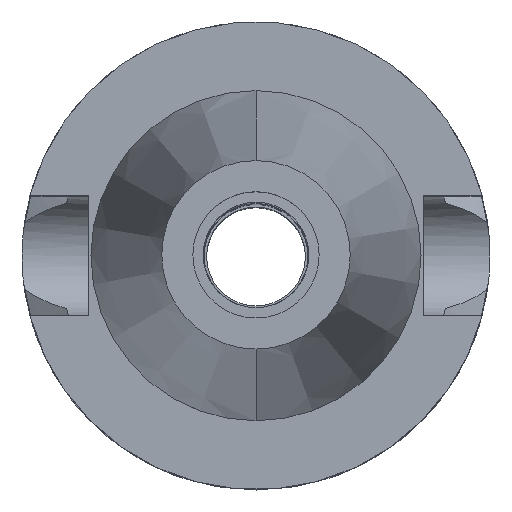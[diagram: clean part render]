
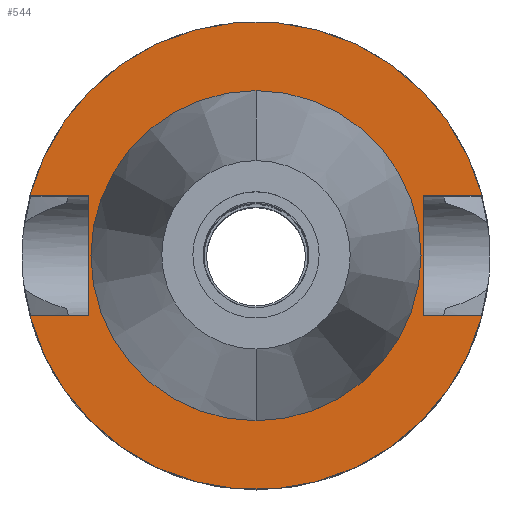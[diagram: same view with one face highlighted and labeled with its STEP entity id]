
A CAD part, top view. The second image highlights one B-rep face of the part: STEP entity #544.
In plain terms, the highlighted planar face has unit normal (0, 0, 1).
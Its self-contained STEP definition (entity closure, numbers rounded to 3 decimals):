
#31 = CARTESIAN_POINT ( 'NONE',  ( -22.5, 8.05, -1. ) ) ;
#42 = ORIENTED_EDGE ( 'NONE', *, *, #1242, .F. ) ;
#150 = LINE ( 'NONE', #660, #2689 ) ;
#219 = CARTESIAN_POINT ( 'NONE',  ( 30.454, -8.05, -1. ) ) ;
#243 = EDGE_CURVE ( 'NONE', #795, #2275, #1924, .T. ) ;
#266 = ORIENTED_EDGE ( 'NONE', *, *, #243, .F. ) ;
#307 = DIRECTION ( 'NONE',  ( 0., 1., 0. ) ) ;
#324 = DIRECTION ( 'NONE',  ( 1., 0., 0. ) ) ;
#339 = EDGE_CURVE ( 'NONE', #3072, #950, #2762, .T. ) ;
#364 = DIRECTION ( 'NONE',  ( 0., 0., -1. ) ) ;
#447 = VERTEX_POINT ( 'NONE', #591 ) ;
#472 = DIRECTION ( 'NONE',  ( -1., 0., 0. ) ) ;
#544 = ADVANCED_FACE ( 'NONE', ( #2874, #2168 ), #3124, .F. ) ;
#591 = CARTESIAN_POINT ( 'NONE',  ( 30.454, 8.05, -1. ) ) ;
#625 = CARTESIAN_POINT ( 'NONE',  ( 0., 0., -1. ) ) ;
#646 = DIRECTION ( 'NONE',  ( 0., -1., 0. ) ) ;
#649 = CARTESIAN_POINT ( 'NONE',  ( 0., 22.225, -1. ) ) ;
#660 = CARTESIAN_POINT ( 'NONE',  ( 22.5, 8.05, -1. ) ) ;
#683 = EDGE_LOOP ( 'NONE', ( #266, #799 ) ) ;
#747 = DIRECTION ( 'NONE',  ( 0., 1., 0. ) ) ;
#795 = VERTEX_POINT ( 'NONE', #649 ) ;
#799 = ORIENTED_EDGE ( 'NONE', *, *, #1819, .F. ) ;
#805 = CARTESIAN_POINT ( 'NONE',  ( 22.5, 8.05, -1. ) ) ;
#816 = VECTOR ( 'NONE', #472, 1000. ) ;
#857 = DIRECTION ( 'NONE',  ( 0., 1., 0. ) ) ;
#863 = AXIS2_PLACEMENT_3D ( 'NONE', #2554, #2324, #307 ) ;
#920 = CARTESIAN_POINT ( 'NONE',  ( 22.5, 8.05, -1. ) ) ;
#950 = VERTEX_POINT ( 'NONE', #1694 ) ;
#955 = ORIENTED_EDGE ( 'NONE', *, *, #2506, .F. ) ;
#967 = VERTEX_POINT ( 'NONE', #219 ) ;
#981 = ORIENTED_EDGE ( 'NONE', *, *, #1459, .T. ) ;
#995 = CARTESIAN_POINT ( 'NONE',  ( -22.5, -8.05, -1. ) ) ;
#1140 = CARTESIAN_POINT ( 'NONE',  ( -22.5, 8.05, -1. ) ) ;
#1150 = EDGE_CURVE ( 'NONE', #1374, #447, #1505, .T. ) ;
#1242 = EDGE_CURVE ( 'NONE', #1374, #1350, #150, .T. ) ;
#1300 = ORIENTED_EDGE ( 'NONE', *, *, #2750, .F. ) ;
#1313 = CARTESIAN_POINT ( 'NONE',  ( 0., 0., -1. ) ) ;
#1332 = VECTOR ( 'NONE', #747, 1000. ) ;
#1350 = VERTEX_POINT ( 'NONE', #2129 ) ;
#1353 = DIRECTION ( 'NONE',  ( 1., 0., 0. ) ) ;
#1374 = VERTEX_POINT ( 'NONE', #920 ) ;
#1378 = VECTOR ( 'NONE', #324, 1000. ) ;
#1433 = DIRECTION ( 'NONE',  ( 0., 0., -1. ) ) ;
#1459 = EDGE_CURVE ( 'NONE', #2574, #2144, #2170, .T. ) ;
#1505 = LINE ( 'NONE', #805, #1378 ) ;
#1567 = DIRECTION ( 'NONE',  ( 0., -1., 0. ) ) ;
#1619 = DIRECTION ( 'NONE',  ( -1., 0., 0. ) ) ;
#1632 = AXIS2_PLACEMENT_3D ( 'NONE', #1313, #2362, #857 ) ;
#1694 = CARTESIAN_POINT ( 'NONE',  ( -30.454, 8.05, -1. ) ) ;
#1698 = DIRECTION ( 'NONE',  ( 0., -1., 0. ) ) ;
#1792 = LINE ( 'NONE', #2066, #2546 ) ;
#1806 = CARTESIAN_POINT ( 'NONE',  ( -22.5, -8.05, -1. ) ) ;
#1819 = EDGE_CURVE ( 'NONE', #2275, #795, #2241, .T. ) ;
#1924 = CIRCLE ( 'NONE', #863, 22.225 ) ;
#1944 = CARTESIAN_POINT ( 'NONE',  ( -22.5, -8.05, -1. ) ) ;
#1985 = ORIENTED_EDGE ( 'NONE', *, *, #339, .F. ) ;
#2042 = AXIS2_PLACEMENT_3D ( 'NONE', #2760, #364, #1567 ) ;
#2066 = CARTESIAN_POINT ( 'NONE',  ( 22.5, -8.05, -1. ) ) ;
#2129 = CARTESIAN_POINT ( 'NONE',  ( 22.5, -8.05, -1. ) ) ;
#2144 = VERTEX_POINT ( 'NONE', #2453 ) ;
#2168 = FACE_BOUND ( 'NONE', #683, .T. ) ;
#2170 = LINE ( 'NONE', #1944, #816 ) ;
#2241 = CIRCLE ( 'NONE', #2793, 22.225 ) ;
#2275 = VERTEX_POINT ( 'NONE', #2938 ) ;
#2324 = DIRECTION ( 'NONE',  ( 0., 0., 1. ) ) ;
#2355 = ORIENTED_EDGE ( 'NONE', *, *, #2563, .F. ) ;
#2362 = DIRECTION ( 'NONE',  ( 0., 0., -1. ) ) ;
#2366 = DIRECTION ( 'NONE',  ( 0., 0., 1. ) ) ;
#2377 = CARTESIAN_POINT ( 'NONE',  ( 0., 0., -1. ) ) ;
#2404 = LINE ( 'NONE', #995, #1332 ) ;
#2442 = ORIENTED_EDGE ( 'NONE', *, *, #1150, .T. ) ;
#2448 = EDGE_CURVE ( 'NONE', #1350, #967, #1792, .T. ) ;
#2453 = CARTESIAN_POINT ( 'NONE',  ( -30.454, -8.05, -1. ) ) ;
#2506 = EDGE_CURVE ( 'NONE', #967, #2144, #2742, .T. ) ;
#2546 = VECTOR ( 'NONE', #1353, 1000. ) ;
#2554 = CARTESIAN_POINT ( 'NONE',  ( 0., 0., -1. ) ) ;
#2563 = EDGE_CURVE ( 'NONE', #950, #447, #3002, .T. ) ;
#2571 = ORIENTED_EDGE ( 'NONE', *, *, #2448, .F. ) ;
#2574 = VERTEX_POINT ( 'NONE', #1806 ) ;
#2588 = VECTOR ( 'NONE', #1619, 1000. ) ;
#2689 = VECTOR ( 'NONE', #646, 1000. ) ;
#2734 = AXIS2_PLACEMENT_3D ( 'NONE', #2377, #1433, #1698 ) ;
#2742 = CIRCLE ( 'NONE', #2042, 31.5 ) ;
#2750 = EDGE_CURVE ( 'NONE', #2574, #3072, #2404, .T. ) ;
#2760 = CARTESIAN_POINT ( 'NONE',  ( 0., 0., -1. ) ) ;
#2762 = LINE ( 'NONE', #1140, #2588 ) ;
#2793 = AXIS2_PLACEMENT_3D ( 'NONE', #625, #2366, #3045 ) ;
#2874 = FACE_OUTER_BOUND ( 'NONE', #2875, .T. ) ;
#2875 = EDGE_LOOP ( 'NONE', ( #981, #955, #2571, #42, #2442, #2355, #1985, #1300 ) ) ;
#2938 = CARTESIAN_POINT ( 'NONE',  ( 0., -22.225, -1. ) ) ;
#3002 = CIRCLE ( 'NONE', #1632, 31.5 ) ;
#3045 = DIRECTION ( 'NONE',  ( 0., -1., 0. ) ) ;
#3072 = VERTEX_POINT ( 'NONE', #31 ) ;
#3124 = PLANE ( 'NONE',  #2734 ) ;
